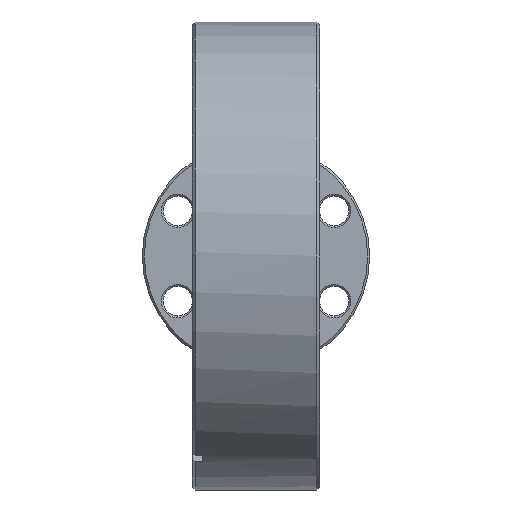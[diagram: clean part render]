
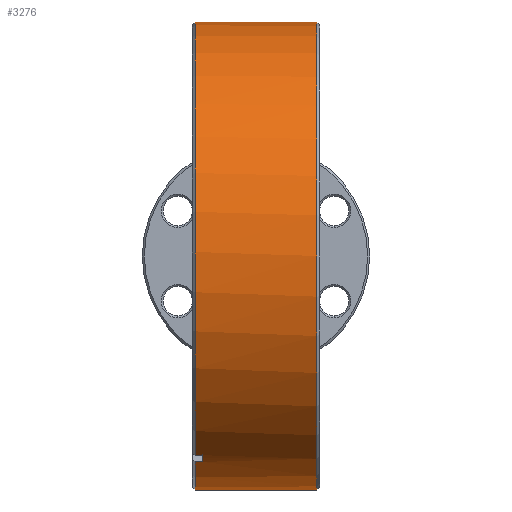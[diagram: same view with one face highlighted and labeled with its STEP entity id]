
A CAD part, left-side view. The second image highlights one B-rep face of the part: STEP entity #3276.
In plain terms, the highlighted cylindrical face has radius 35 mm (diameter 70 mm), a partial arc.
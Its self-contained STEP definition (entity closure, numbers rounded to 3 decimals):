
#116 = EDGE_LOOP ( 'NONE', ( #1287, #1709, #1423, #2130, #2157, #2207, #2164, #2192 ) ) ;
#525 = CARTESIAN_POINT ( 'NONE',  ( -16.627, 8., -30.799 ) ) ;
#556 = CARTESIAN_POINT ( 'NONE',  ( 0., -9.1, 35. ) ) ;
#558 = CARTESIAN_POINT ( 'NONE',  ( -18.359, 9.1, -29.799 ) ) ;
#580 = CARTESIAN_POINT ( 'NONE',  ( -16.627, 9.1, -30.799 ) ) ;
#589 = CARTESIAN_POINT ( 'NONE',  ( 0., 9.1, 35. ) ) ;
#603 = CARTESIAN_POINT ( 'NONE',  ( 0., 9.1, -35. ) ) ;
#644 = CARTESIAN_POINT ( 'NONE',  ( -18.359, 8., -29.799 ) ) ;
#681 = CARTESIAN_POINT ( 'NONE',  ( 0., -9.1, -35. ) ) ;
#870 = AXIS2_PLACEMENT_3D ( 'NONE', #2640, #2641, #2639 ) ;
#940 = EDGE_CURVE ( 'NONE', #2158, #2188, #3382, .T. ) ;
#941 = EDGE_CURVE ( 'NONE', #2287, #2246, #3417, .T. ) ;
#942 = EDGE_CURVE ( 'NONE', #2220, #2150, #3434, .T. ) ;
#943 = EDGE_CURVE ( 'NONE', #2287, #2265, #3379, .T. ) ;
#944 = EDGE_CURVE ( 'NONE', #2246, #2158, #3457, .T. ) ;
#948 = EDGE_CURVE ( 'NONE', #2247, #2220, #3426, .T. ) ;
#1005 = EDGE_CURVE ( 'NONE', #2247, #2265, #4221, .T. ) ;
#1132 = EDGE_CURVE ( 'NONE', #2150, #2188, #3808, .T. ) ;
#1287 = ORIENTED_EDGE ( 'NONE', *, *, #943, .F. ) ;
#1423 = ORIENTED_EDGE ( 'NONE', *, *, #944, .T. ) ;
#1709 = ORIENTED_EDGE ( 'NONE', *, *, #941, .T. ) ;
#2037 = AXIS2_PLACEMENT_3D ( 'NONE', #3352, #3354, #3335 ) ;
#2049 = AXIS2_PLACEMENT_3D ( 'NONE', #3042, #3022, #3048 ) ;
#2050 = AXIS2_PLACEMENT_3D ( 'NONE', #2910, #3081, #3060 ) ;
#2051 = AXIS2_PLACEMENT_3D ( 'NONE', #3001, #3059, #2902 ) ;
#2130 = ORIENTED_EDGE ( 'NONE', *, *, #940, .T. ) ;
#2150 = VERTEX_POINT ( 'NONE', #644 ) ;
#2157 = ORIENTED_EDGE ( 'NONE', *, *, #1132, .F. ) ;
#2158 = VERTEX_POINT ( 'NONE', #589 ) ;
#2164 = ORIENTED_EDGE ( 'NONE', *, *, #948, .F. ) ;
#2188 = VERTEX_POINT ( 'NONE', #558 ) ;
#2192 = ORIENTED_EDGE ( 'NONE', *, *, #1005, .T. ) ;
#2207 = ORIENTED_EDGE ( 'NONE', *, *, #942, .F. ) ;
#2220 = VERTEX_POINT ( 'NONE', #525 ) ;
#2246 = VERTEX_POINT ( 'NONE', #556 ) ;
#2247 = VERTEX_POINT ( 'NONE', #580 ) ;
#2265 = VERTEX_POINT ( 'NONE', #603 ) ;
#2287 = VERTEX_POINT ( 'NONE', #681 ) ;
#2639 = DIRECTION ( 'NONE',  ( 0., 0., 1. ) ) ;
#2640 = CARTESIAN_POINT ( 'NONE',  ( 0., 31.392, 0. ) ) ;
#2641 = DIRECTION ( 'NONE',  ( 0., 1., 0. ) ) ;
#2902 = DIRECTION ( 'NONE',  ( 0., 0., 1. ) ) ;
#2910 = CARTESIAN_POINT ( 'NONE',  ( 0., -9.1, 0. ) ) ;
#3001 = CARTESIAN_POINT ( 'NONE',  ( 0., 9.1, 0. ) ) ;
#3004 = CARTESIAN_POINT ( 'NONE',  ( 0., 31.392, -35. ) ) ;
#3015 = DIRECTION ( 'NONE',  ( 0., 1., 0. ) ) ;
#3020 = CARTESIAN_POINT ( 'NONE',  ( -16.627, 31.392, -30.799 ) ) ;
#3022 = DIRECTION ( 'NONE',  ( 0., 1., 0. ) ) ;
#3042 = CARTESIAN_POINT ( 'NONE',  ( 0., 8., 0. ) ) ;
#3048 = DIRECTION ( 'NONE',  ( 0., 0., -1. ) ) ;
#3052 = DIRECTION ( 'NONE',  ( 0., -1., 0. ) ) ;
#3059 = DIRECTION ( 'NONE',  ( 0., -1., 0. ) ) ;
#3060 = DIRECTION ( 'NONE',  ( 0., 0., -1. ) ) ;
#3064 = DIRECTION ( 'NONE',  ( 0., 1., 0. ) ) ;
#3071 = CARTESIAN_POINT ( 'NONE',  ( 0., 31.392, 35. ) ) ;
#3081 = DIRECTION ( 'NONE',  ( 0., 1., 0. ) ) ;
#3276 = ADVANCED_FACE ( 'NONE', ( #4101 ), #4102, .T. ) ;
#3335 = DIRECTION ( 'NONE',  ( 0., 0., 1. ) ) ;
#3352 = CARTESIAN_POINT ( 'NONE',  ( 0., 9.1, 0. ) ) ;
#3354 = DIRECTION ( 'NONE',  ( 0., -1., 0. ) ) ;
#3379 = LINE ( 'NONE', #3004, #3428 ) ;
#3382 = CIRCLE ( 'NONE', #2051, 35. ) ;
#3417 = CIRCLE ( 'NONE', #2050, 35. ) ;
#3426 = LINE ( 'NONE', #3020, #3446 ) ;
#3428 = VECTOR ( 'NONE', #3015, 1000. ) ;
#3434 = CIRCLE ( 'NONE', #2049, 35. ) ;
#3446 = VECTOR ( 'NONE', #3052, 1000. ) ;
#3447 = VECTOR ( 'NONE', #3064, 1000. ) ;
#3457 = LINE ( 'NONE', #3071, #3447 ) ;
#3808 = LINE ( 'NONE', #4263, #3812 ) ;
#3812 = VECTOR ( 'NONE', #4308, 1000. ) ;
#4101 = FACE_OUTER_BOUND ( 'NONE', #116, .T. ) ;
#4102 = CYLINDRICAL_SURFACE ( 'NONE', #870, 35. ) ;
#4221 = CIRCLE ( 'NONE', #2037, 35. ) ;
#4263 = CARTESIAN_POINT ( 'NONE',  ( -18.359, 31.392, -29.799 ) ) ;
#4308 = DIRECTION ( 'NONE',  ( 0., 1., 0. ) ) ;
